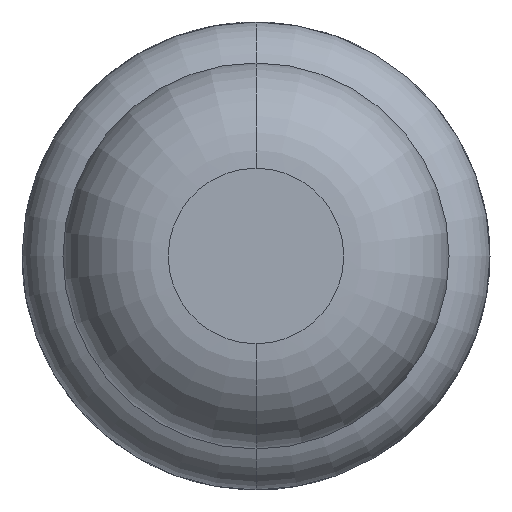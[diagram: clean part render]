
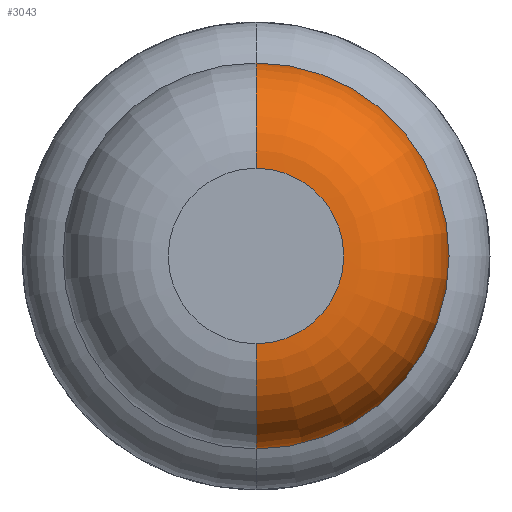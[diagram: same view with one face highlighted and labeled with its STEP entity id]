
A CAD part, front view. The second image highlights one B-rep face of the part: STEP entity #3043.
In plain terms, the highlighted toroidal (fillet/blend) face has major radius 0.375 mm and minor radius 0.45 mm.
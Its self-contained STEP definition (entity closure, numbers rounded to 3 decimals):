
#117 = EDGE_CURVE ( 'NONE', #3550, #3165, #2341, .T. ) ;
#248 = ORIENTED_EDGE ( 'NONE', *, *, #3472, .F. ) ;
#259 = CARTESIAN_POINT ( 'NONE',  ( 0., -26.95, 0. ) ) ;
#338 = CARTESIAN_POINT ( 'NONE',  ( 0., -27.4, 0. ) ) ;
#424 = CARTESIAN_POINT ( 'NONE',  ( 0., -26.95, -0.375 ) ) ;
#426 = CARTESIAN_POINT ( 'NONE',  ( 0., -27.4, 0.375 ) ) ;
#548 = ORIENTED_EDGE ( 'NONE', *, *, #2462, .T. ) ;
#639 = DIRECTION ( 'NONE',  ( 0., 1., 0. ) ) ;
#724 = DIRECTION ( 'NONE',  ( 1., 0., 0. ) ) ;
#790 = CARTESIAN_POINT ( 'NONE',  ( 0., -26.95, 0.825 ) ) ;
#957 = ORIENTED_EDGE ( 'NONE', *, *, #2968, .F. ) ;
#1421 = AXIS2_PLACEMENT_3D ( 'NONE', #3583, #2051, #3597 ) ;
#1457 = CIRCLE ( 'NONE', #1685, 0.375 ) ;
#1533 = DIRECTION ( 'NONE',  ( 0., 0., 1. ) ) ;
#1685 = AXIS2_PLACEMENT_3D ( 'NONE', #338, #639, #1533 ) ;
#1785 = AXIS2_PLACEMENT_3D ( 'NONE', #424, #724, #3834 ) ;
#1819 = DIRECTION ( 'NONE',  ( 0., 1., 0. ) ) ;
#1833 = AXIS2_PLACEMENT_3D ( 'NONE', #259, #1819, #3953 ) ;
#1950 = EDGE_LOOP ( 'NONE', ( #548, #2442, #957, #248 ) ) ;
#2051 = DIRECTION ( 'NONE',  ( 0., 1., 0. ) ) ;
#2302 = CARTESIAN_POINT ( 'NONE',  ( 0., -26.95, 0.375 ) ) ;
#2341 = CIRCLE ( 'NONE', #1785, 0.45 ) ;
#2442 = ORIENTED_EDGE ( 'NONE', *, *, #117, .T. ) ;
#2462 = EDGE_CURVE ( 'Defeature ausgef�hrt1_8+Defeature ausgef�hrt1_7+Defeature ausgef�hrt1_7+Defeature ausgef�hrt1_7', #2497, #3550, #1457, .T. ) ;
#2497 = VERTEX_POINT ( 'NONE', #426 ) ;
#2517 = TOROIDAL_SURFACE ( 'NONE', #1833, 0.375, 0.45 ) ;
#2932 = DIRECTION ( 'NONE',  ( 0., 0., 1. ) ) ;
#2968 = EDGE_CURVE ( 'Defeature ausgef�hrt1_9+Defeature ausgef�hrt1_8+Defeature ausgef�hrt1_8+Defeature ausgef�hrt1_8', #3447, #3165, #3140, .T. ) ;
#3043 = ADVANCED_FACE ( 'Defeature ausgef�hrt1_8', ( #3620 ), #2517, .T. ) ;
#3140 = CIRCLE ( 'NONE', #1421, 0.825 ) ;
#3165 = VERTEX_POINT ( 'NONE', #3951 ) ;
#3255 = DIRECTION ( 'NONE',  ( -1., 0., 0. ) ) ;
#3286 = CIRCLE ( 'NONE', #3299, 0.45 ) ;
#3299 = AXIS2_PLACEMENT_3D ( 'NONE', #2302, #3255, #2932 ) ;
#3447 = VERTEX_POINT ( 'NONE', #790 ) ;
#3472 = EDGE_CURVE ( 'NONE', #2497, #3447, #3286, .T. ) ;
#3550 = VERTEX_POINT ( 'NONE', #3577 ) ;
#3577 = CARTESIAN_POINT ( 'NONE',  ( 0., -27.4, -0.375 ) ) ;
#3583 = CARTESIAN_POINT ( 'NONE',  ( 0., -26.95, 0. ) ) ;
#3597 = DIRECTION ( 'NONE',  ( 0., 0., 1. ) ) ;
#3620 = FACE_OUTER_BOUND ( 'NONE', #1950, .T. ) ;
#3834 = DIRECTION ( 'NONE',  ( 0., 0., -1. ) ) ;
#3951 = CARTESIAN_POINT ( 'NONE',  ( 0., -26.95, -0.825 ) ) ;
#3953 = DIRECTION ( 'NONE',  ( 0., 0., 1. ) ) ;
